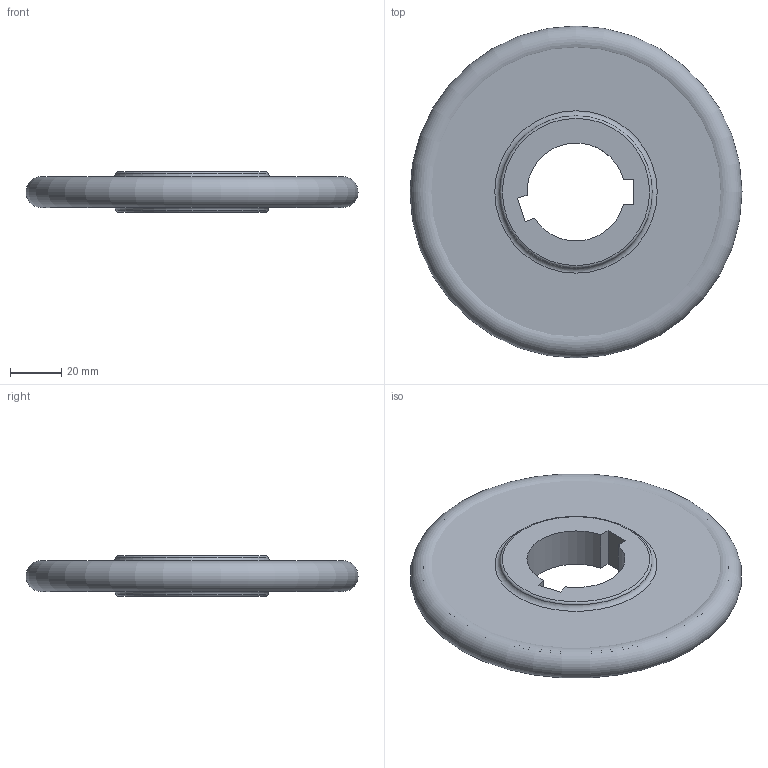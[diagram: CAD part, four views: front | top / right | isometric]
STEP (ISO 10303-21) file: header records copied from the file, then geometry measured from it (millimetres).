
FILE_DESCRIPTION(/* description */ (''),/* implementation_level */ '2;1');
FILE_NAME(/* name */ '335.18-05.00-0809L-R6.stp',/* time_stamp */ '2020-06-04T11:36:47+05:00',/* author */ (''),/* organization */ (''),/* preprocessor_version */ 'ST-DEVELOPER v16.7',/* originating_system */ 'SIEMENS PLM Software NX 12.0',/* authorisation */ '');
FILE_SCHEMA (('AUTOMOTIVE_DESIGN { 1 0 10303 214 3 1 1 1 }'));
Length unit declared in the file: millimetre
Products named in the file (1): 335.18-05.00-0809L-R6
Bounding box: 129 x 129 x 15.88 mm (x, y, z)
Volume: 166419.6 mm3; surface area: 41451.3 mm2
Topology: 2 solids, 2 shells, 24 faces, 51 edges, 31 vertices
Faces by surface type: plane 10, torus 9, cylinder 3, cone 2
Full cylindrical faces by diameter (mm): 123.2 x1
Entity records: 639 total; most frequent: DIRECTION 112, CARTESIAN_POINT 97, ORIENTED_EDGE 76, AXIS2_PLACEMENT_3D 46, EDGE_LOOP 38, EDGE_CURVE 38, FACE_BOUND 31, VERTEX_POINT 31
